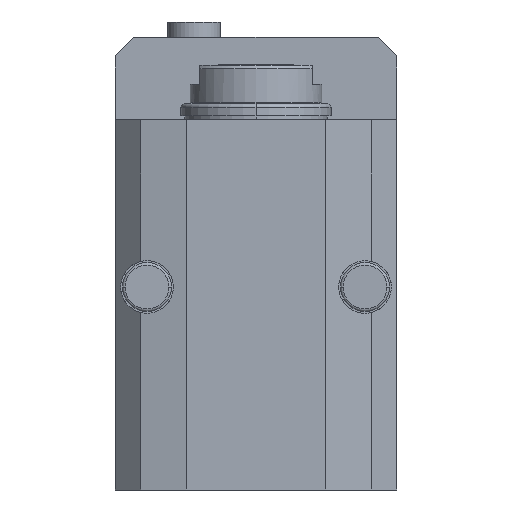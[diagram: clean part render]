
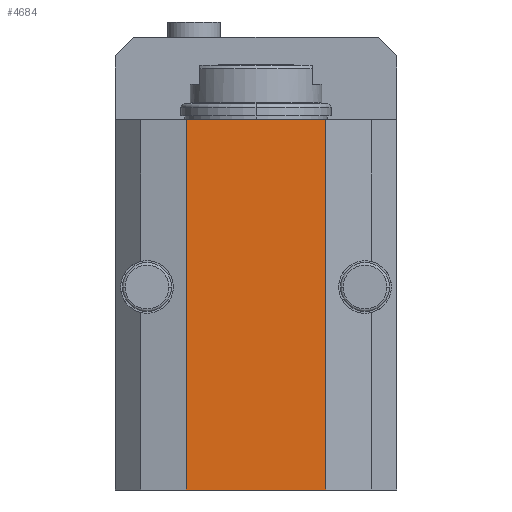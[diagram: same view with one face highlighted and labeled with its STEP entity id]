
A CAD part, left-side view. The second image highlights one B-rep face of the part: STEP entity #4684.
In plain terms, the highlighted planar face has unit normal (-1, 0, 0).
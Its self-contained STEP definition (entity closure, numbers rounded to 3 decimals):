
#509=DIRECTION('',(0.,-1.,0.));
#510=VECTOR('',#509,37.);
#511=CARTESIAN_POINT('',(-109.,18.5,15.5));
#512=LINE('',#511,#510);
#623=DIRECTION('',(0.,-1.,0.));
#624=VECTOR('',#623,37.);
#625=CARTESIAN_POINT('',(-109.,18.5,-83.));
#626=LINE('',#625,#624);
#723=DIRECTION('',(0.,0.,-1.));
#724=VECTOR('',#723,98.5);
#725=CARTESIAN_POINT('',(-109.,18.5,15.5));
#726=LINE('',#725,#724);
#735=DIRECTION('',(0.,0.,1.));
#736=VECTOR('',#735,98.5);
#737=CARTESIAN_POINT('',(-109.,-18.5,-83.));
#738=LINE('',#737,#736);
#3463=CARTESIAN_POINT('',(-109.,18.5,15.5));
#3464=CARTESIAN_POINT('',(-109.,-18.5,15.5));
#3465=VERTEX_POINT('',#3463);
#3466=VERTEX_POINT('',#3464);
#3553=CARTESIAN_POINT('',(-109.,18.5,-83.));
#3554=CARTESIAN_POINT('',(-109.,-18.5,-83.));
#3555=VERTEX_POINT('',#3553);
#3556=VERTEX_POINT('',#3554);
#4672=CARTESIAN_POINT('',(-109.,18.5,-62.5));
#4673=DIRECTION('',(1.,0.,0.));
#4674=DIRECTION('',(0.,-1.,0.));
#4675=AXIS2_PLACEMENT_3D('',#4672,#4673,#4674);
#4676=PLANE('',#4675);
#4678=ORIENTED_EDGE('',*,*,#4677,.F.);
#4679=ORIENTED_EDGE('',*,*,#4550,.F.);
#4680=ORIENTED_EDGE('',*,*,#4657,.F.);
#4681=ORIENTED_EDGE('',*,*,#4450,.T.);
#4682=EDGE_LOOP('',(#4678,#4679,#4680,#4681));
#4683=FACE_OUTER_BOUND('',#4682,.F.);
#4684=ADVANCED_FACE('',(#4683),#4676,.F.);
#4450=EDGE_CURVE('',#3465,#3466,#512,.T.);
#4550=EDGE_CURVE('',#3555,#3556,#626,.T.);
#4657=EDGE_CURVE('',#3465,#3555,#726,.T.);
#4677=EDGE_CURVE('',#3556,#3466,#738,.T.);
